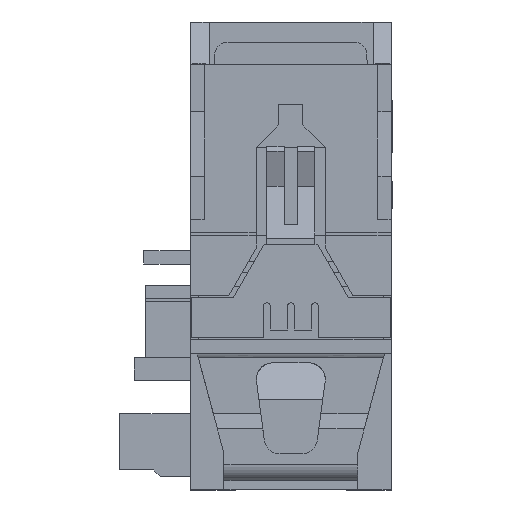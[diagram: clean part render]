
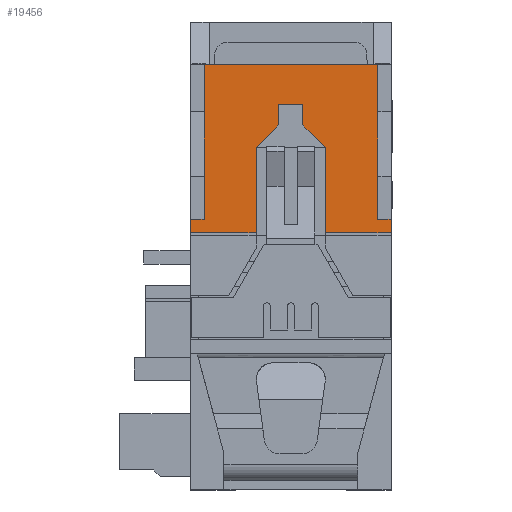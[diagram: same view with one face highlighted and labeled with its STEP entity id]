
A CAD part, front view. The second image highlights one B-rep face of the part: STEP entity #19456.
In plain terms, the highlighted planar face has unit normal (0, -1, 0).
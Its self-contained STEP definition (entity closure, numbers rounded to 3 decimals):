
#19456=ADVANCED_FACE('',(#24663),#22175,.T.);
#22175=PLANE('',#73615);
#24663=FACE_OUTER_BOUND('',#27629,.T.);
#27629=EDGE_LOOP('',(#34006,#34007,#34008,#34009,#34010,#34011,#34012,#34013,
#34014,#34015,#34016,#34017,#34018,#34019,#34020,#34021));
#34006=ORIENTED_EDGE('',*,*,#52327,.F.);
#34007=ORIENTED_EDGE('',*,*,#52328,.F.);
#34008=ORIENTED_EDGE('',*,*,#52329,.F.);
#34009=ORIENTED_EDGE('',*,*,#52330,.F.);
#34010=ORIENTED_EDGE('',*,*,#52331,.F.);
#34011=ORIENTED_EDGE('',*,*,#52332,.F.);
#34012=ORIENTED_EDGE('',*,*,#52333,.F.);
#34013=ORIENTED_EDGE('',*,*,#52334,.T.);
#34014=ORIENTED_EDGE('',*,*,#51599,.F.);
#34015=ORIENTED_EDGE('',*,*,#52335,.F.);
#34016=ORIENTED_EDGE('',*,*,#52336,.T.);
#34017=ORIENTED_EDGE('',*,*,#52103,.F.);
#34018=ORIENTED_EDGE('',*,*,#52326,.F.);
#34019=ORIENTED_EDGE('',*,*,#52337,.T.);
#34020=ORIENTED_EDGE('',*,*,#52338,.T.);
#34021=ORIENTED_EDGE('',*,*,#52033,.T.);
#46097=VERTEX_POINT('',#100270);
#46098=VERTEX_POINT('',#100272);
#46526=VERTEX_POINT('',#101200);
#46528=VERTEX_POINT('',#101203);
#46569=VERTEX_POINT('',#101341);
#46570=VERTEX_POINT('',#101343);
#46789=VERTEX_POINT('',#102361);
#46790=VERTEX_POINT('',#102365);
#46791=VERTEX_POINT('',#102367);
#46792=VERTEX_POINT('',#102369);
#46793=VERTEX_POINT('',#102371);
#46794=VERTEX_POINT('',#102373);
#46795=VERTEX_POINT('',#102375);
#46796=VERTEX_POINT('',#102377);
#46797=VERTEX_POINT('',#102380);
#46798=VERTEX_POINT('',#102383);
#51599=EDGE_CURVE('',#46097,#46098,#58595,.T.);
#52033=EDGE_CURVE('',#46528,#46526,#59009,.T.);
#52103=EDGE_CURVE('',#46569,#46570,#59079,.T.);
#52326=EDGE_CURVE('',#46789,#46569,#59257,.T.);
#52327=EDGE_CURVE('',#46790,#46526,#59258,.T.);
#52328=EDGE_CURVE('',#46791,#46790,#59259,.T.);
#52329=EDGE_CURVE('',#46792,#46791,#59260,.T.);
#52330=EDGE_CURVE('',#46793,#46792,#59261,.T.);
#52331=EDGE_CURVE('',#46794,#46793,#59262,.T.);
#52332=EDGE_CURVE('',#46795,#46794,#59263,.T.);
#52333=EDGE_CURVE('',#46796,#46795,#59264,.T.);
#52334=EDGE_CURVE('',#46796,#46098,#59265,.T.);
#52335=EDGE_CURVE('',#46797,#46097,#59266,.T.);
#52336=EDGE_CURVE('',#46797,#46570,#59267,.T.);
#52337=EDGE_CURVE('',#46789,#46798,#59268,.T.);
#52338=EDGE_CURVE('',#46798,#46528,#59269,.T.);
#58595=LINE('',#100271,#65016);
#59009=LINE('',#101202,#65430);
#59079=LINE('',#101342,#65500);
#59257=LINE('',#102362,#65678);
#59258=LINE('',#102364,#65679);
#59259=LINE('',#102366,#65680);
#59260=LINE('',#102368,#65681);
#59261=LINE('',#102370,#65682);
#59262=LINE('',#102372,#65683);
#59263=LINE('',#102374,#65684);
#59264=LINE('',#102376,#65685);
#59265=LINE('',#102378,#65686);
#59266=LINE('',#102379,#65687);
#59267=LINE('',#102381,#65688);
#59268=LINE('',#102382,#65689);
#59269=LINE('',#102384,#65690);
#65016=VECTOR('',#78499,1.);
#65430=VECTOR('',#78999,1.);
#65500=VECTOR('',#79125,1.);
#65678=VECTOR('',#79359,1.);
#65679=VECTOR('',#79362,1.);
#65680=VECTOR('',#79363,1.);
#65681=VECTOR('',#79364,1.);
#65682=VECTOR('',#79365,1.);
#65683=VECTOR('',#79366,1.);
#65684=VECTOR('',#79367,1.);
#65685=VECTOR('',#79368,1.);
#65686=VECTOR('',#79369,1.);
#65687=VECTOR('',#79370,1.);
#65688=VECTOR('',#79371,1.);
#65689=VECTOR('',#79372,1.);
#65690=VECTOR('',#79373,1.);
#73615=AXIS2_PLACEMENT_3D('',#102385,#79374,#79375);
#78499=DIRECTION('',(0.,0.,-1.));
#78999=DIRECTION('',(1.,0.,0.));
#79125=DIRECTION('',(1.,0.,0.));
#79359=DIRECTION('',(0.,0.,1.));
#79362=DIRECTION('',(0.,0.,-1.));
#79363=DIRECTION('',(-0.707,0.,-0.707));
#79364=DIRECTION('',(0.,0.,-1.));
#79365=DIRECTION('',(-1.,0.,0.));
#79366=DIRECTION('',(0.,0.,1.));
#79367=DIRECTION('',(-0.707,0.,0.707));
#79368=DIRECTION('',(0.,0.,1.));
#79369=DIRECTION('',(1.,0.,0.));
#79370=DIRECTION('',(1.,0.,0.));
#79371=DIRECTION('',(0.,0.,1.));
#79372=DIRECTION('',(-1.,0.,0.));
#79373=DIRECTION('',(0.,0.,-1.));
#79374=DIRECTION('',(0.,-1.,0.));
#79375=DIRECTION('',(0.,0.,-1.));
#100270=CARTESIAN_POINT('',(-6.9,-74.5,13.25));
#100271=CARTESIAN_POINT('',(-6.9,-74.5,24.8));
#100272=CARTESIAN_POINT('',(-6.9,-74.5,12.25));
#101200=CARTESIAN_POINT('',(-17.,-74.5,12.25));
#101202=CARTESIAN_POINT('',(-21.9,-74.5,12.25));
#101203=CARTESIAN_POINT('',(-21.9,-74.5,12.25));
#101341=CARTESIAN_POINT('',(-20.883,-74.5,24.8));
#101342=CARTESIAN_POINT('',(-21.9,-74.5,24.8));
#101343=CARTESIAN_POINT('',(-7.917,-74.5,24.8));
#102361=CARTESIAN_POINT('',(-20.883,-74.5,13.25));
#102362=CARTESIAN_POINT('',(-20.883,-74.5,13.25));
#102364=CARTESIAN_POINT('',(-17.,-74.5,18.6));
#102365=CARTESIAN_POINT('',(-17.,-74.5,18.6));
#102366=CARTESIAN_POINT('',(-15.3,-74.5,20.3));
#102367=CARTESIAN_POINT('',(-15.3,-74.5,20.3));
#102368=CARTESIAN_POINT('',(-15.3,-74.5,21.8));
#102369=CARTESIAN_POINT('',(-15.3,-74.5,21.8));
#102370=CARTESIAN_POINT('',(-13.5,-74.5,21.8));
#102371=CARTESIAN_POINT('',(-13.5,-74.5,21.8));
#102372=CARTESIAN_POINT('',(-13.5,-74.5,20.3));
#102373=CARTESIAN_POINT('',(-13.5,-74.5,20.3));
#102374=CARTESIAN_POINT('',(-11.8,-74.5,18.6));
#102375=CARTESIAN_POINT('',(-11.8,-74.5,18.6));
#102376=CARTESIAN_POINT('',(-11.8,-74.5,12.05));
#102377=CARTESIAN_POINT('',(-11.8,-74.5,12.25));
#102378=CARTESIAN_POINT('',(-21.9,-74.5,12.25));
#102379=CARTESIAN_POINT('',(-7.917,-74.5,13.25));
#102380=CARTESIAN_POINT('',(-7.917,-74.5,13.25));
#102381=CARTESIAN_POINT('',(-7.917,-74.5,13.25));
#102382=CARTESIAN_POINT('',(-20.883,-74.5,13.25));
#102383=CARTESIAN_POINT('',(-21.9,-74.5,13.25));
#102384=CARTESIAN_POINT('',(-21.9,-74.5,24.8));
#102385=CARTESIAN_POINT('',(-21.9,-74.5,24.8));
